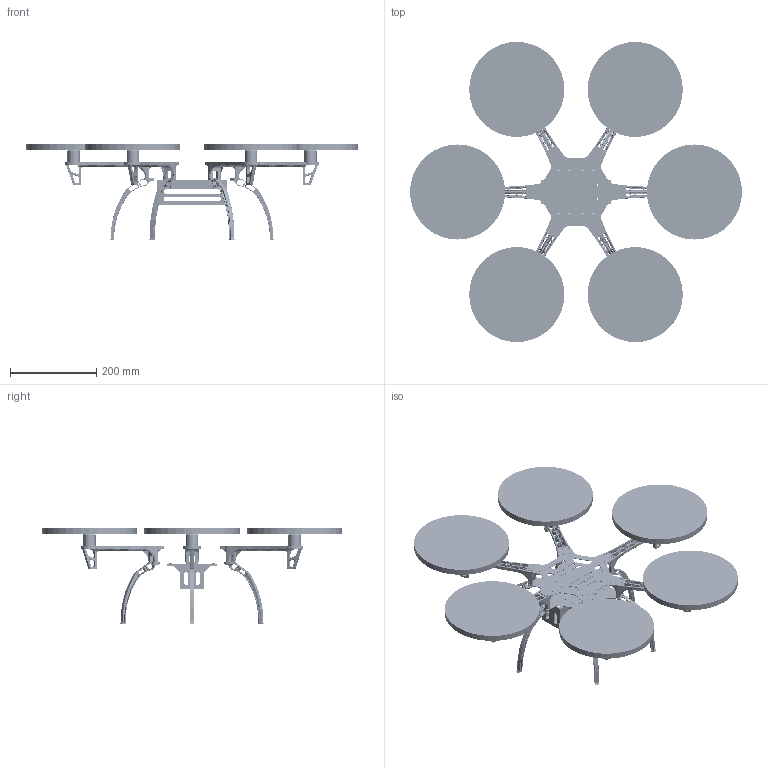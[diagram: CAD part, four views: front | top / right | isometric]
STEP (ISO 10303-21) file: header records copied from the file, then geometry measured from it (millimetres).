
FILE_DESCRIPTION(/* description */ (''),/* implementation_level */ '2;1');
FILE_NAME(/* name */ 'UAV fully assembled.step',/* time_stamp */ '2024-10-03T00:25:54+06:00',/* author */ (''),/* organization */ (''),/* preprocessor_version */ 'ST-DEVELOPER v20',/* originating_system */ 'Autodesk Translation Framework v13.20.0.188',/* authorisation */ '');
FILE_SCHEMA (('AUTOMOTIVE_DESIGN { 1 0 10303 214 3 1 1 }'));
Products named in the file (15): UAV fully assembled; F550 Frame; F550 Top Plate; E310; E310_1; E310_2; E310_3; E310_4; E310_5; e310_motor; e310_prop; F550 Bottom Plate; F450 Arm; Battery Housing v1; Landing leg v1
Assembly tree (34 placements, depth 4):
  UAV fully assembled
    F550 Frame
      F450 Arm  x6
      F550 Top Plate
      E310
        e310_motor
        e310_prop
      E310_1
        e310_motor
        e310_prop
      E310_2
        e310_motor
        e310_prop
      E310_3
        e310_motor
        e310_prop
      E310_4
        e310_motor
        e310_prop
      E310_5
        e310_motor
        e310_prop
      F550 Bottom Plate
    Battery Housing v1
    Landing leg v1  x6
Bounding box: 771.21 x 697.52 x 223.6 mm (x, y, z)
Volume: 3795061.4 mm3; surface area: 939003.1 mm2
Topology: 27 solids, 27 shells, 6489 faces, 16464 edges, 9614 vertices
Faces by surface type: cylinder 2420, plane 1903, bspline 1002, cone 618, torus 522, sphere 24
Full cylindrical faces by diameter (mm): 2.5 x36, 3 x8, 3.1 x24, 3.24 x24, 3.5 x36, 5 x4, 6 x4, 10 x6, 28.372 x6, 220.98 x6
Entity records: 61026 total; most frequent: CARTESIAN_POINT 25714, ORIENTED_EDGE 7374, DIRECTION 7248, EDGE_CURVE 3687, AXIS2_PLACEMENT_3D 2639, VERTEX_POINT 2268, LINE 1970, VECTOR 1970
